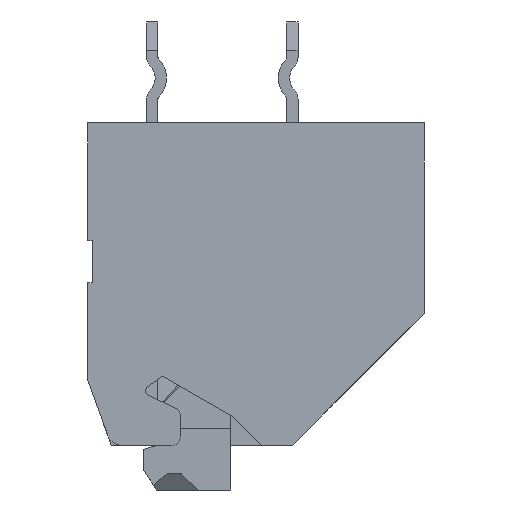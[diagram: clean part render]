
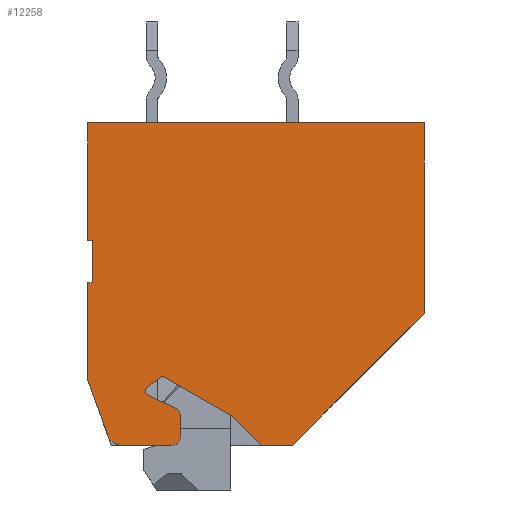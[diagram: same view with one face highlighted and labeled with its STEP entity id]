
A CAD part, front view. The second image highlights one B-rep face of the part: STEP entity #12258.
In plain terms, the highlighted planar face has unit normal (0, -1, 0).
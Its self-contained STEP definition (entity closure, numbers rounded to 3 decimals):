
#891=DIRECTION('',(1.,0.,0.));
#892=VECTOR('',#891,1.813);
#893=CARTESIAN_POINT('',(1.187,0.,-15.1));
#894=LINE('',#893,#892);
#2200=DIRECTION('',(0.,0.,-1.));
#2201=VECTOR('',#2200,4.2);
#2202=CARTESIAN_POINT('',(0.,0.,-3.6));
#2203=LINE('',#2202,#2201);
#2212=DIRECTION('',(1.,0.,0.));
#2213=VECTOR('',#2212,0.15);
#2214=CARTESIAN_POINT('',(0.,0.,-7.8));
#2215=LINE('',#2214,#2213);
#2224=DIRECTION('',(0.,0.,-1.));
#2225=VECTOR('',#2224,1.5);
#2226=CARTESIAN_POINT('',(0.15,0.,-7.8));
#2227=LINE('',#2226,#2225);
#2236=DIRECTION('',(-1.,0.,0.));
#2237=VECTOR('',#2236,0.15);
#2238=CARTESIAN_POINT('',(0.15,0.,-9.3));
#2239=LINE('',#2238,#2237);
#2248=DIRECTION('',(0.,0.,-1.));
#2249=VECTOR('',#2248,3.5);
#2250=CARTESIAN_POINT('',(0.,0.,-9.3));
#2251=LINE('',#2250,#2249);
#3132=DIRECTION('',(1.,0.,0.));
#3133=VECTOR('',#3132,1.1);
#3134=CARTESIAN_POINT('',(6.2,0.,-15.1));
#3135=LINE('',#3134,#3133);
#3140=DIRECTION('',(1.,0.,0.));
#3141=VECTOR('',#3140,12.);
#3142=CARTESIAN_POINT('',(0.,0.,-3.6));
#3143=LINE('',#3142,#3141);
#3144=DIRECTION('',(0.,0.,-1.));
#3145=VECTOR('',#3144,6.8);
#3146=CARTESIAN_POINT('',(12.,0.,-3.6));
#3147=LINE('',#3146,#3145);
#3148=DIRECTION('',(-0.707,0.,-0.707));
#3149=VECTOR('',#3148,6.647);
#3150=CARTESIAN_POINT('',(12.,0.,-10.4));
#3151=LINE('',#3150,#3149);
#3152=DIRECTION('',(-0.707,0.,0.707));
#3153=VECTOR('',#3152,1.414);
#3154=CARTESIAN_POINT('',(6.2,0.,-15.1));
#3155=LINE('',#3154,#3153);
#3156=DIRECTION('',(-0.866,0.,0.5));
#3157=VECTOR('',#3156,2.929);
#3158=CARTESIAN_POINT('',(5.2,0.,-14.1));
#3159=LINE('',#3158,#3157);
#3160=DIRECTION('',(-0.819,0.,-0.574));
#3161=VECTOR('',#3160,0.623);
#3162=CARTESIAN_POINT('',(2.663,0.,-12.635));
#3163=LINE('',#3162,#3161);
#3164=CARTESIAN_POINT('',(2.268,0.,-13.157));
#3165=DIRECTION('',(0.,-1.,0.));
#3166=DIRECTION('',(-0.574,0.,0.819));
#3167=AXIS2_PLACEMENT_3D('',#3164,#3165,#3166);
#3169=DIRECTION('',(0.906,0.,-0.423));
#3170=VECTOR('',#3169,1.041);
#3171=CARTESIAN_POINT('',(2.183,0.,-13.338));
#3172=LINE('',#3171,#3170);
#3173=CARTESIAN_POINT('',(3.,0.,-14.05));
#3174=DIRECTION('',(0.,1.,0.));
#3175=DIRECTION('',(0.423,0.,0.906));
#3176=AXIS2_PLACEMENT_3D('',#3173,#3174,#3175);
#3178=CARTESIAN_POINT('',(3.,0.,-14.8));
#3179=DIRECTION('',(0.,1.,0.));
#3180=DIRECTION('',(1.,0.,0.));
#3181=AXIS2_PLACEMENT_3D('',#3178,#3179,#3180);
#3183=CARTESIAN_POINT('',(1.187,0.,-14.6));
#3184=DIRECTION('',(0.,1.,0.));
#3185=DIRECTION('',(0.,0.,-1.));
#3186=AXIS2_PLACEMENT_3D('',#3183,#3184,#3185);
#3188=DIRECTION('',(-0.342,0.,0.94));
#3189=VECTOR('',#3188,2.098);
#3190=CARTESIAN_POINT('',(0.717,0.,-14.771));
#3191=LINE('',#3190,#3189);
#3514=DIRECTION('',(0.,0.,1.));
#3515=VECTOR('',#3514,0.75);
#3516=CARTESIAN_POINT('',(3.3,0.,-14.8));
#3517=LINE('',#3516,#3515);
#6174=CARTESIAN_POINT('',(12.,0.,-3.6));
#6175=VERTEX_POINT('',#6174);
#6178=CARTESIAN_POINT('',(0.,0.,-3.6));
#6179=VERTEX_POINT('',#6178);
#6180=CARTESIAN_POINT('',(12.,0.,-10.4));
#6181=VERTEX_POINT('',#6180);
#6182=CARTESIAN_POINT('',(7.3,0.,-15.1));
#6183=VERTEX_POINT('',#6182);
#6184=CARTESIAN_POINT('',(6.2,0.,-15.1));
#6185=CARTESIAN_POINT('',(5.2,0.,-14.1));
#6186=VERTEX_POINT('',#6184);
#6187=VERTEX_POINT('',#6185);
#6188=CARTESIAN_POINT('',(2.663,0.,-12.635));
#6189=VERTEX_POINT('',#6188);
#6190=CARTESIAN_POINT('',(2.153,0.,-12.993));
#6191=VERTEX_POINT('',#6190);
#6192=CARTESIAN_POINT('',(2.183,0.,-13.338));
#6193=VERTEX_POINT('',#6192);
#6194=CARTESIAN_POINT('',(3.127,0.,-13.778));
#6195=VERTEX_POINT('',#6194);
#6196=CARTESIAN_POINT('',(3.3,0.,-14.05));
#6197=VERTEX_POINT('',#6196);
#6198=CARTESIAN_POINT('',(3.3,0.,-14.8));
#6199=CARTESIAN_POINT('',(3.,0.,-15.1));
#6200=VERTEX_POINT('',#6198);
#6201=VERTEX_POINT('',#6199);
#6202=CARTESIAN_POINT('',(1.187,0.,-15.1));
#6203=CARTESIAN_POINT('',(0.717,0.,-14.771));
#6204=VERTEX_POINT('',#6202);
#6205=VERTEX_POINT('',#6203);
#6206=CARTESIAN_POINT('',(0.,0.,-12.8));
#6207=VERTEX_POINT('',#6206);
#6208=CARTESIAN_POINT('',(0.,0.,-7.8));
#6209=VERTEX_POINT('',#6208);
#6212=CARTESIAN_POINT('',(0.15,0.,-7.8));
#6213=VERTEX_POINT('',#6212);
#6214=CARTESIAN_POINT('',(0.15,0.,-9.3));
#6215=VERTEX_POINT('',#6214);
#6216=CARTESIAN_POINT('',(0.,0.,-9.3));
#6217=VERTEX_POINT('',#6216);
#12224=CARTESIAN_POINT('',(6.,0.,-9.35));
#12225=DIRECTION('',(0.,1.,0.));
#12226=DIRECTION('',(1.,0.,0.));
#12227=AXIS2_PLACEMENT_3D('',#12224,#12225,#12226);
#12228=PLANE('',#12227);
#12229=ORIENTED_EDGE('',*,*,#11189,.F.);
#12231=ORIENTED_EDGE('',*,*,#12230,.T.);
#12232=ORIENTED_EDGE('',*,*,#8277,.T.);
#12233=ORIENTED_EDGE('',*,*,#11337,.T.);
#12234=ORIENTED_EDGE('',*,*,#12214,.F.);
#12235=ORIENTED_EDGE('',*,*,#9376,.T.);
#12237=ORIENTED_EDGE('',*,*,#12236,.T.);
#12238=ORIENTED_EDGE('',*,*,#9074,.T.);
#12240=ORIENTED_EDGE('',*,*,#12239,.T.);
#12242=ORIENTED_EDGE('',*,*,#12241,.T.);
#12244=ORIENTED_EDGE('',*,*,#12243,.T.);
#12246=ORIENTED_EDGE('',*,*,#12245,.F.);
#12248=ORIENTED_EDGE('',*,*,#12247,.T.);
#12249=ORIENTED_EDGE('',*,*,#9270,.F.);
#12250=ORIENTED_EDGE('',*,*,#9202,.T.);
#12251=ORIENTED_EDGE('',*,*,#9234,.T.);
#12252=ORIENTED_EDGE('',*,*,#11248,.F.);
#12253=ORIENTED_EDGE('',*,*,#11234,.F.);
#12254=ORIENTED_EDGE('',*,*,#11219,.F.);
#12255=ORIENTED_EDGE('',*,*,#11204,.F.);
#12256=EDGE_LOOP('',(#12229,#12231,#12232,#12233,#12234,#12235,#12237,#12238,
#12240,#12242,#12244,#12246,#12248,#12249,#12250,#12251,#12252,#12253,#12254,
#12255));
#12257=FACE_OUTER_BOUND('',#12256,.F.);
#3168=CIRCLE('',#3167,0.2);
#3177=CIRCLE('',#3176,0.3);
#3182=CIRCLE('',#3181,0.3);
#3187=CIRCLE('',#3186,0.5);
#8277=EDGE_CURVE('',#6175,#6181,#3147,.T.);
#9074=EDGE_CURVE('',#6189,#6191,#3163,.T.);
#9202=EDGE_CURVE('',#6204,#6205,#3187,.T.);
#9234=EDGE_CURVE('',#6205,#6207,#3191,.T.);
#9270=EDGE_CURVE('',#6204,#6201,#894,.T.);
#9376=EDGE_CURVE('',#6186,#6187,#3155,.T.);
#11189=EDGE_CURVE('',#6179,#6209,#2203,.T.);
#11204=EDGE_CURVE('',#6209,#6213,#2215,.T.);
#11219=EDGE_CURVE('',#6213,#6215,#2227,.T.);
#11234=EDGE_CURVE('',#6215,#6217,#2239,.T.);
#11248=EDGE_CURVE('',#6217,#6207,#2251,.T.);
#11337=EDGE_CURVE('',#6181,#6183,#3151,.T.);
#12214=EDGE_CURVE('',#6186,#6183,#3135,.T.);
#12230=EDGE_CURVE('',#6179,#6175,#3143,.T.);
#12236=EDGE_CURVE('',#6187,#6189,#3159,.T.);
#12239=EDGE_CURVE('',#6191,#6193,#3168,.T.);
#12241=EDGE_CURVE('',#6193,#6195,#3172,.T.);
#12243=EDGE_CURVE('',#6195,#6197,#3177,.T.);
#12245=EDGE_CURVE('',#6200,#6197,#3517,.T.);
#12247=EDGE_CURVE('',#6200,#6201,#3182,.T.);
#12258=ADVANCED_FACE('',(#12257),#12228,.F.);
